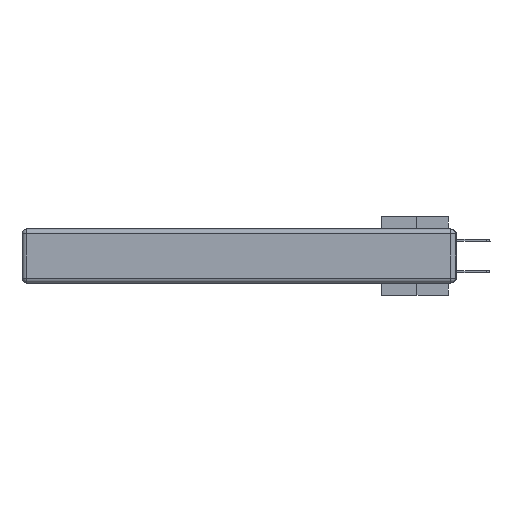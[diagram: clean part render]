
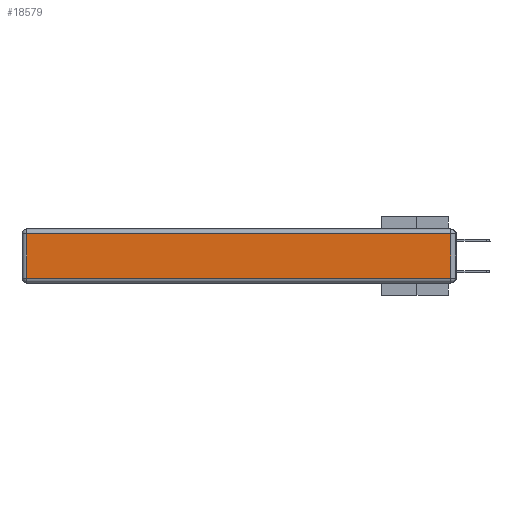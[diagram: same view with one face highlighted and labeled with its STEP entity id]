
A CAD part, left-side view. The second image highlights one B-rep face of the part: STEP entity #18579.
In plain terms, the highlighted planar face has unit normal (-1, 0, 0).
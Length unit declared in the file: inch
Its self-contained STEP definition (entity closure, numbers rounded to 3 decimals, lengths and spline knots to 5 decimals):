
#40 = CARTESIAN_POINT ( 'NONE',  ( 0., 2.75, -0.03 ) ) ;
#716 = DIRECTION ( 'NONE',  ( 0., -1., 0. ) ) ;
#1083 = LINE ( 'NONE', #9520, #2014 ) ;
#2014 = VECTOR ( 'NONE', #716, 39.37008 ) ;
#3628 = DIRECTION ( 'NONE',  ( 0., 0., -1. ) ) ;
#5483 = PLANE ( 'NONE',  #35907 ) ;
#9520 = CARTESIAN_POINT ( 'NONE',  ( 0., 0., -0.313 ) ) ;
#10451 = CARTESIAN_POINT ( 'NONE',  ( 0., 0.03, -0.343 ) ) ;
#10657 = VERTEX_POINT ( 'NONE', #28814 ) ;
#10732 = EDGE_CURVE ( 'NONE', #11103, #10657, #1083, .T. ) ;
#10795 = EDGE_CURVE ( 'NONE', #10657, #23734, #21488, .T. ) ;
#11103 = VERTEX_POINT ( 'NONE', #23622 ) ;
#11183 = DIRECTION ( 'NONE',  ( -1., 0., 0. ) ) ;
#12836 = DIRECTION ( 'NONE',  ( 0., 0., 1. ) ) ;
#14395 = DIRECTION ( 'NONE',  ( 0., 1., 0. ) ) ;
#15024 = VECTOR ( 'NONE', #3628, 39.37008 ) ;
#15196 = ORIENTED_EDGE ( 'NONE', *, *, #24153, .T. ) ;
#18579 = ADVANCED_FACE ( 'NONE', ( #21702 ), #5483, .T. ) ;
#20800 = ORIENTED_EDGE ( 'NONE', *, *, #24654, .T. ) ;
#21488 = LINE ( 'NONE', #10451, #32538 ) ;
#21702 = FACE_OUTER_BOUND ( 'NONE', #29688, .T. ) ;
#21870 = CARTESIAN_POINT ( 'NONE',  ( 0., 0., -0.343 ) ) ;
#22609 = CARTESIAN_POINT ( 'NONE',  ( 0., 2.72, -0.03 ) ) ;
#22768 = LINE ( 'NONE', #28799, #15024 ) ;
#23622 = CARTESIAN_POINT ( 'NONE',  ( 0., 2.72, -0.313 ) ) ;
#23734 = VERTEX_POINT ( 'NONE', #31604 ) ;
#24153 = EDGE_CURVE ( 'NONE', #25048, #11103, #22768, .T. ) ;
#24654 = EDGE_CURVE ( 'NONE', #23734, #25048, #31264, .T. ) ;
#25048 = VERTEX_POINT ( 'NONE', #22609 ) ;
#28799 = CARTESIAN_POINT ( 'NONE',  ( 0., 2.72, -0.343 ) ) ;
#28814 = CARTESIAN_POINT ( 'NONE',  ( 0., 0.03, -0.313 ) ) ;
#29688 = EDGE_LOOP ( 'NONE', ( #30730, #30072, #20800, #15196 ) ) ;
#30072 = ORIENTED_EDGE ( 'NONE', *, *, #10795, .T. ) ;
#30308 = DIRECTION ( 'NONE',  ( 0., 0., 1. ) ) ;
#30730 = ORIENTED_EDGE ( 'NONE', *, *, #10732, .T. ) ;
#31264 = LINE ( 'NONE', #40, #32625 ) ;
#31604 = CARTESIAN_POINT ( 'NONE',  ( 0., 0.03, -0.03 ) ) ;
#32538 = VECTOR ( 'NONE', #12836, 39.37008 ) ;
#32625 = VECTOR ( 'NONE', #14395, 39.37008 ) ;
#35907 = AXIS2_PLACEMENT_3D ( 'NONE', #21870, #11183, #30308 ) ;
